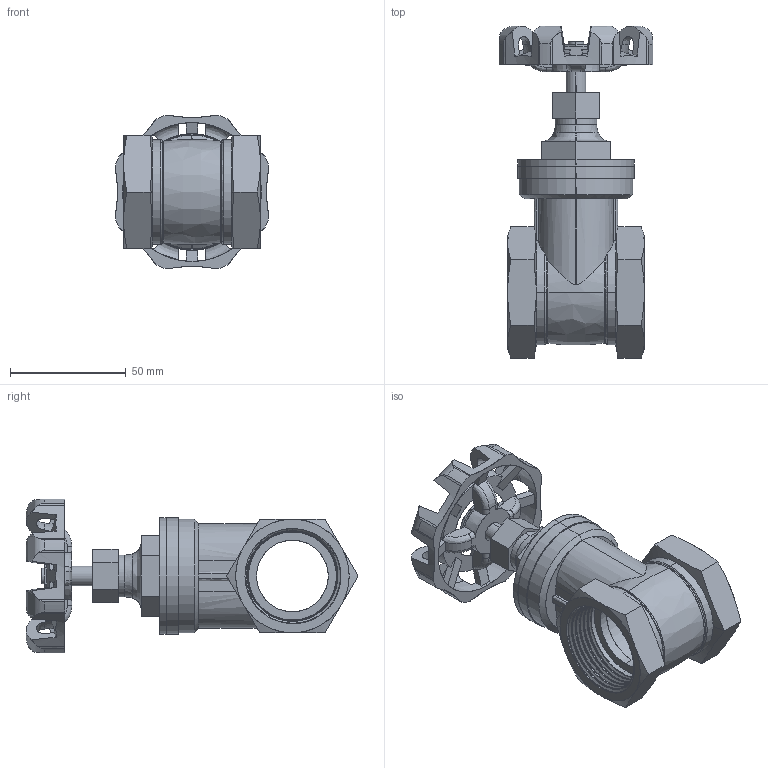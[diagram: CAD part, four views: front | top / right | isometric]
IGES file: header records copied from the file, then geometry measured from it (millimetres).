
Start section: SolidWorks IGES file using analytic representation for surfaces
Global section: file name: SBS125_30A.IGS; native system: SolidWorks 2017; preprocessor: SolidWorks 2017; author: D1712-001!; date: 200519.111016; units: millimetre
Bounding box: 66.43 x 143.29 x 66.43 mm (x, y, z)
Surface area: 44913.1 mm2 (no closed solid volume)
Topology: 0 solids, 0 shells, 357 faces, 9169 edges, 9169 vertices
Faces by surface type: bspline 197, revolution 160
